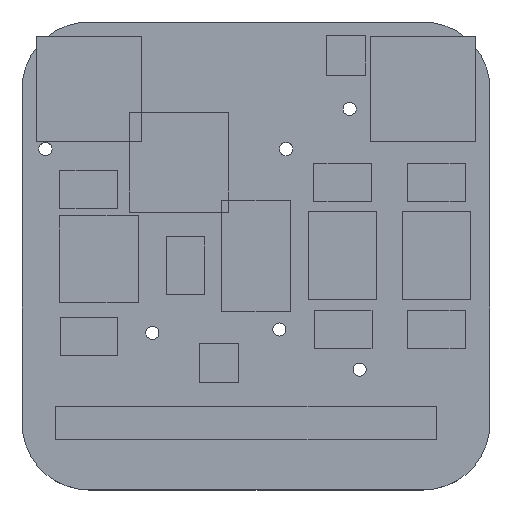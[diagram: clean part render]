
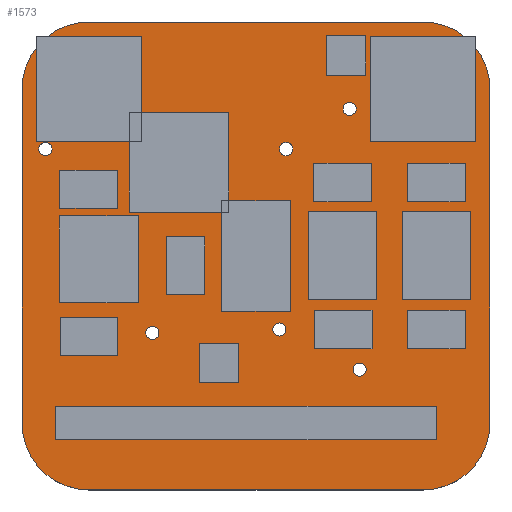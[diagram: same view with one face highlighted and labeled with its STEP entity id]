
A CAD part, top view. The second image highlights one B-rep face of the part: STEP entity #1573.
In plain terms, the highlighted planar face has unit normal (0, 0, 1).
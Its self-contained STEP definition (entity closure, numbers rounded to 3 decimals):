
#128=FACE_BOUND('',#341,.T.);
#129=FACE_BOUND('',#342,.T.);
#130=FACE_BOUND('',#343,.T.);
#131=FACE_BOUND('',#344,.T.);
#132=FACE_BOUND('',#345,.T.);
#133=FACE_BOUND('',#346,.T.);
#134=FACE_BOUND('',#347,.T.);
#135=FACE_BOUND('',#348,.T.);
#136=FACE_BOUND('',#349,.T.);
#137=FACE_BOUND('',#350,.T.);
#138=FACE_BOUND('',#351,.T.);
#139=FACE_BOUND('',#352,.T.);
#140=FACE_BOUND('',#353,.T.);
#141=FACE_BOUND('',#354,.T.);
#142=FACE_BOUND('',#355,.T.);
#143=FACE_BOUND('',#356,.T.);
#144=FACE_BOUND('',#357,.T.);
#166=PLANE('',#1838);
#253=FACE_OUTER_BOUND('',#340,.T.);
#340=EDGE_LOOP('',(#1209,#1210,#1211,#1212,#1213,#1214,#1215,#1216));
#341=EDGE_LOOP('',(#1217));
#342=EDGE_LOOP('',(#1218));
#343=EDGE_LOOP('',(#1219));
#344=EDGE_LOOP('',(#1220));
#345=EDGE_LOOP('',(#1221));
#346=EDGE_LOOP('',(#1222));
#347=EDGE_LOOP('',(#1223));
#348=EDGE_LOOP('',(#1224));
#349=EDGE_LOOP('',(#1225));
#350=EDGE_LOOP('',(#1226));
#351=EDGE_LOOP('',(#1227));
#352=EDGE_LOOP('',(#1228));
#353=EDGE_LOOP('',(#1229));
#354=EDGE_LOOP('',(#1230));
#355=EDGE_LOOP('',(#1231));
#356=EDGE_LOOP('',(#1232));
#357=EDGE_LOOP('',(#1233));
#455=LINE('',#2522,#608);
#459=LINE('',#2534,#612);
#463=LINE('',#2546,#616);
#467=LINE('',#2558,#620);
#608=VECTOR('',#2060,10.);
#612=VECTOR('',#2072,10.);
#616=VECTOR('',#2084,10.);
#620=VECTOR('',#2096,10.);
#743=CIRCLE('',#1773,0.5);
#745=CIRCLE('',#1776,0.5);
#747=CIRCLE('',#1779,0.5);
#749=CIRCLE('',#1782,1.25);
#751=CIRCLE('',#1785,0.25);
#753=CIRCLE('',#1788,0.25);
#755=CIRCLE('',#1791,0.25);
#757=CIRCLE('',#1794,0.25);
#759=CIRCLE('',#1797,0.25);
#761=CIRCLE('',#1800,0.25);
#763=CIRCLE('',#1803,0.25);
#765=CIRCLE('',#1806,0.25);
#767=CIRCLE('',#1809,0.25);
#769=CIRCLE('',#1812,1.25);
#771=CIRCLE('',#1815,0.5);
#773=CIRCLE('',#1818,0.5);
#775=CIRCLE('',#1821,0.5);
#777=CIRCLE('',#1825,2.54);
#779=CIRCLE('',#1829,2.54);
#781=CIRCLE('',#1833,2.54);
#783=CIRCLE('',#1837,2.54);
#785=VERTEX_POINT('',#2416);
#787=VERTEX_POINT('',#2422);
#789=VERTEX_POINT('',#2428);
#791=VERTEX_POINT('',#2434);
#793=VERTEX_POINT('',#2440);
#795=VERTEX_POINT('',#2446);
#797=VERTEX_POINT('',#2452);
#799=VERTEX_POINT('',#2458);
#801=VERTEX_POINT('',#2464);
#803=VERTEX_POINT('',#2470);
#805=VERTEX_POINT('',#2476);
#807=VERTEX_POINT('',#2482);
#809=VERTEX_POINT('',#2488);
#811=VERTEX_POINT('',#2494);
#813=VERTEX_POINT('',#2500);
#815=VERTEX_POINT('',#2506);
#817=VERTEX_POINT('',#2512);
#820=VERTEX_POINT('',#2519);
#821=VERTEX_POINT('',#2521);
#823=VERTEX_POINT('',#2527);
#825=VERTEX_POINT('',#2533);
#827=VERTEX_POINT('',#2539);
#829=VERTEX_POINT('',#2545);
#831=VERTEX_POINT('',#2551);
#833=VERTEX_POINT('',#2557);
#916=EDGE_CURVE('',#785,#785,#743,.T.);
#919=EDGE_CURVE('',#787,#787,#745,.T.);
#922=EDGE_CURVE('',#789,#789,#747,.T.);
#925=EDGE_CURVE('',#791,#791,#749,.T.);
#928=EDGE_CURVE('',#793,#793,#751,.T.);
#931=EDGE_CURVE('',#795,#795,#753,.T.);
#934=EDGE_CURVE('',#797,#797,#755,.T.);
#937=EDGE_CURVE('',#799,#799,#757,.T.);
#940=EDGE_CURVE('',#801,#801,#759,.T.);
#943=EDGE_CURVE('',#803,#803,#761,.T.);
#946=EDGE_CURVE('',#805,#805,#763,.T.);
#949=EDGE_CURVE('',#807,#807,#765,.T.);
#952=EDGE_CURVE('',#809,#809,#767,.T.);
#955=EDGE_CURVE('',#811,#811,#769,.T.);
#958=EDGE_CURVE('',#813,#813,#771,.T.);
#961=EDGE_CURVE('',#815,#815,#773,.T.);
#964=EDGE_CURVE('',#817,#817,#775,.T.);
#967=EDGE_CURVE('',#821,#820,#455,.T.);
#970=EDGE_CURVE('',#823,#821,#777,.T.);
#973=EDGE_CURVE('',#825,#823,#459,.T.);
#976=EDGE_CURVE('',#827,#825,#779,.T.);
#979=EDGE_CURVE('',#829,#827,#463,.T.);
#982=EDGE_CURVE('',#831,#829,#781,.T.);
#985=EDGE_CURVE('',#833,#831,#467,.T.);
#988=EDGE_CURVE('',#820,#833,#783,.T.);
#1209=ORIENTED_EDGE('',*,*,#988,.T.);
#1210=ORIENTED_EDGE('',*,*,#985,.T.);
#1211=ORIENTED_EDGE('',*,*,#982,.T.);
#1212=ORIENTED_EDGE('',*,*,#979,.T.);
#1213=ORIENTED_EDGE('',*,*,#976,.T.);
#1214=ORIENTED_EDGE('',*,*,#973,.T.);
#1215=ORIENTED_EDGE('',*,*,#970,.T.);
#1216=ORIENTED_EDGE('',*,*,#967,.T.);
#1217=ORIENTED_EDGE('',*,*,#916,.T.);
#1218=ORIENTED_EDGE('',*,*,#919,.T.);
#1219=ORIENTED_EDGE('',*,*,#922,.T.);
#1220=ORIENTED_EDGE('',*,*,#925,.T.);
#1221=ORIENTED_EDGE('',*,*,#928,.T.);
#1222=ORIENTED_EDGE('',*,*,#931,.T.);
#1223=ORIENTED_EDGE('',*,*,#934,.T.);
#1224=ORIENTED_EDGE('',*,*,#937,.T.);
#1225=ORIENTED_EDGE('',*,*,#940,.T.);
#1226=ORIENTED_EDGE('',*,*,#943,.T.);
#1227=ORIENTED_EDGE('',*,*,#946,.T.);
#1228=ORIENTED_EDGE('',*,*,#949,.T.);
#1229=ORIENTED_EDGE('',*,*,#952,.T.);
#1230=ORIENTED_EDGE('',*,*,#955,.T.);
#1231=ORIENTED_EDGE('',*,*,#958,.T.);
#1232=ORIENTED_EDGE('',*,*,#961,.T.);
#1233=ORIENTED_EDGE('',*,*,#964,.T.);
#1573=ADVANCED_FACE('',(#253,#128,#129,#130,#131,#132,#133,#134,#135,#136,
#137,#138,#139,#140,#141,#142,#143,#144),#166,.T.);
#1773=AXIS2_PLACEMENT_3D('',#2418,#1942,#1943);
#1776=AXIS2_PLACEMENT_3D('',#2424,#1949,#1950);
#1779=AXIS2_PLACEMENT_3D('',#2430,#1956,#1957);
#1782=AXIS2_PLACEMENT_3D('',#2436,#1963,#1964);
#1785=AXIS2_PLACEMENT_3D('',#2442,#1970,#1971);
#1788=AXIS2_PLACEMENT_3D('',#2448,#1977,#1978);
#1791=AXIS2_PLACEMENT_3D('',#2454,#1984,#1985);
#1794=AXIS2_PLACEMENT_3D('',#2460,#1991,#1992);
#1797=AXIS2_PLACEMENT_3D('',#2466,#1998,#1999);
#1800=AXIS2_PLACEMENT_3D('',#2472,#2005,#2006);
#1803=AXIS2_PLACEMENT_3D('',#2478,#2012,#2013);
#1806=AXIS2_PLACEMENT_3D('',#2484,#2019,#2020);
#1809=AXIS2_PLACEMENT_3D('',#2490,#2026,#2027);
#1812=AXIS2_PLACEMENT_3D('',#2496,#2033,#2034);
#1815=AXIS2_PLACEMENT_3D('',#2502,#2040,#2041);
#1818=AXIS2_PLACEMENT_3D('',#2508,#2047,#2048);
#1821=AXIS2_PLACEMENT_3D('',#2514,#2054,#2055);
#1825=AXIS2_PLACEMENT_3D('',#2528,#2066,#2067);
#1829=AXIS2_PLACEMENT_3D('',#2540,#2078,#2079);
#1833=AXIS2_PLACEMENT_3D('',#2552,#2090,#2091);
#1837=AXIS2_PLACEMENT_3D('',#2562,#2102,#2103);
#1838=AXIS2_PLACEMENT_3D('',#2563,#2104,#2105);
#1942=DIRECTION('center_axis',(0.,0.,-1.));
#1943=DIRECTION('ref_axis',(1.,0.,0.));
#1949=DIRECTION('center_axis',(0.,0.,-1.));
#1950=DIRECTION('ref_axis',(1.,0.,0.));
#1956=DIRECTION('center_axis',(0.,0.,-1.));
#1957=DIRECTION('ref_axis',(1.,0.,0.));
#1963=DIRECTION('center_axis',(0.,0.,-1.));
#1964=DIRECTION('ref_axis',(1.,0.,0.));
#1970=DIRECTION('center_axis',(0.,0.,-1.));
#1971=DIRECTION('ref_axis',(1.,0.,0.));
#1977=DIRECTION('center_axis',(0.,0.,-1.));
#1978=DIRECTION('ref_axis',(1.,0.,0.));
#1984=DIRECTION('center_axis',(0.,0.,-1.));
#1985=DIRECTION('ref_axis',(1.,0.,0.));
#1991=DIRECTION('center_axis',(0.,0.,-1.));
#1992=DIRECTION('ref_axis',(1.,0.,0.));
#1998=DIRECTION('center_axis',(0.,0.,-1.));
#1999=DIRECTION('ref_axis',(1.,0.,0.));
#2005=DIRECTION('center_axis',(0.,0.,-1.));
#2006=DIRECTION('ref_axis',(1.,0.,0.));
#2012=DIRECTION('center_axis',(0.,0.,-1.));
#2013=DIRECTION('ref_axis',(1.,0.,0.));
#2019=DIRECTION('center_axis',(0.,0.,-1.));
#2020=DIRECTION('ref_axis',(1.,0.,0.));
#2026=DIRECTION('center_axis',(0.,0.,-1.));
#2027=DIRECTION('ref_axis',(1.,0.,0.));
#2033=DIRECTION('center_axis',(0.,0.,-1.));
#2034=DIRECTION('ref_axis',(1.,0.,0.));
#2040=DIRECTION('center_axis',(0.,0.,-1.));
#2041=DIRECTION('ref_axis',(1.,0.,0.));
#2047=DIRECTION('center_axis',(0.,0.,-1.));
#2048=DIRECTION('ref_axis',(1.,0.,0.));
#2054=DIRECTION('center_axis',(0.,0.,-1.));
#2055=DIRECTION('ref_axis',(1.,0.,0.));
#2060=DIRECTION('',(1.,0.,0.));
#2066=DIRECTION('center_axis',(0.,0.,1.));
#2067=DIRECTION('ref_axis',(-1.,0.,0.));
#2072=DIRECTION('',(0.,-1.,0.));
#2078=DIRECTION('center_axis',(0.,0.,1.));
#2079=DIRECTION('ref_axis',(0.,1.,0.));
#2084=DIRECTION('',(-1.,0.,0.));
#2090=DIRECTION('center_axis',(0.,0.,1.));
#2091=DIRECTION('ref_axis',(1.,0.,0.));
#2096=DIRECTION('',(0.,1.,0.));
#2102=DIRECTION('center_axis',(0.,0.,1.));
#2103=DIRECTION('ref_axis',(0.,-1.,0.));
#2104=DIRECTION('center_axis',(0.,0.,1.));
#2105=DIRECTION('ref_axis',(1.,0.,0.));
#2416=CARTESIAN_POINT('',(12.2,2.54,1.57));
#2418=CARTESIAN_POINT('Origin',(12.7,2.54,1.57));
#2422=CARTESIAN_POINT('',(7.12,2.54,1.57));
#2424=CARTESIAN_POINT('Origin',(7.62,2.54,1.57));
#2428=CARTESIAN_POINT('',(2.04,2.54,1.57));
#2430=CARTESIAN_POINT('Origin',(2.54,2.54,1.57));
#2434=CARTESIAN_POINT('',(1.29,15.24,1.57));
#2436=CARTESIAN_POINT('Origin',(2.54,15.24,1.57));
#2440=CARTESIAN_POINT('',(12.577,4.572,1.57));
#2442=CARTESIAN_POINT('Origin',(12.827,4.572,1.57));
#2446=CARTESIAN_POINT('',(12.196,14.478,1.57));
#2448=CARTESIAN_POINT('Origin',(12.446,14.478,1.57));
#2452=CARTESIAN_POINT('',(2.798,8.763,1.57));
#2454=CARTESIAN_POINT('Origin',(3.048,8.763,1.57));
#2458=CARTESIAN_POINT('',(4.83,13.589,1.57));
#2460=CARTESIAN_POINT('Origin',(5.08,13.589,1.57));
#2464=CARTESIAN_POINT('',(0.639,12.954,1.57));
#2466=CARTESIAN_POINT('Origin',(0.889,12.954,1.57));
#2470=CARTESIAN_POINT('',(4.703,5.969,1.57));
#2472=CARTESIAN_POINT('Origin',(4.953,5.969,1.57));
#2476=CARTESIAN_POINT('',(5.465,10.922,1.57));
#2478=CARTESIAN_POINT('Origin',(5.715,10.922,1.57));
#2482=CARTESIAN_POINT('',(9.783,12.954,1.57));
#2484=CARTESIAN_POINT('Origin',(10.033,12.954,1.57));
#2488=CARTESIAN_POINT('',(9.529,6.096,1.57));
#2490=CARTESIAN_POINT('Origin',(9.779,6.096,1.57));
#2494=CARTESIAN_POINT('',(13.99,15.24,1.57));
#2496=CARTESIAN_POINT('Origin',(15.24,15.24,1.57));
#2500=CARTESIAN_POINT('',(4.58,2.54,1.57));
#2502=CARTESIAN_POINT('Origin',(5.08,2.54,1.57));
#2506=CARTESIAN_POINT('',(9.66,2.54,1.57));
#2508=CARTESIAN_POINT('Origin',(10.16,2.54,1.57));
#2512=CARTESIAN_POINT('',(14.74,2.54,1.57));
#2514=CARTESIAN_POINT('Origin',(15.24,2.54,1.57));
#2519=CARTESIAN_POINT('',(15.24,0.,1.57));
#2521=CARTESIAN_POINT('',(2.54,0.,1.57));
#2522=CARTESIAN_POINT('',(15.24,0.,1.57));
#2527=CARTESIAN_POINT('',(0.,2.54,1.57));
#2528=CARTESIAN_POINT('Origin',(2.54,2.54,1.57));
#2533=CARTESIAN_POINT('',(0.,15.24,1.57));
#2534=CARTESIAN_POINT('',(0.,2.54,1.57));
#2539=CARTESIAN_POINT('',(2.54,17.78,1.57));
#2540=CARTESIAN_POINT('Origin',(2.54,15.24,1.57));
#2545=CARTESIAN_POINT('',(15.24,17.78,1.57));
#2546=CARTESIAN_POINT('',(2.54,17.78,1.57));
#2551=CARTESIAN_POINT('',(17.78,15.24,1.57));
#2552=CARTESIAN_POINT('Origin',(15.24,15.24,1.57));
#2557=CARTESIAN_POINT('',(17.78,2.54,1.57));
#2558=CARTESIAN_POINT('',(17.78,15.24,1.57));
#2562=CARTESIAN_POINT('Origin',(15.24,2.54,1.57));
#2563=CARTESIAN_POINT('Origin',(8.89,8.89,1.57));
